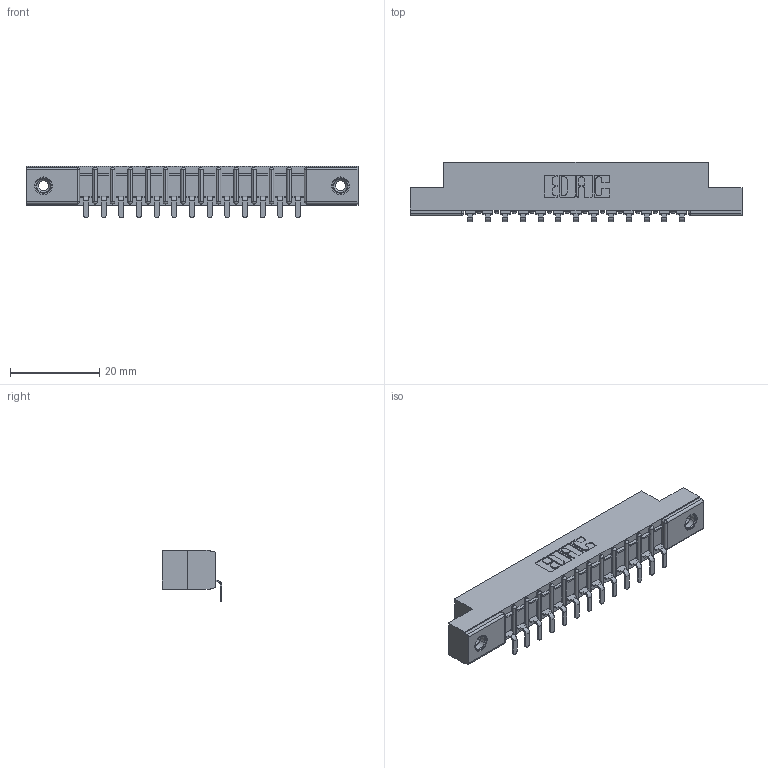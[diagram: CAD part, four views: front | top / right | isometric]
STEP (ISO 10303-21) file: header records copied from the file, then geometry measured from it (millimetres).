
FILE_DESCRIPTION (( 'STEP AP203' ), '1' );
FILE_NAME ('307-013-453-108.STEP', '2020-09-25T14:06:21', ( '' ), ( '' ), 'SwSTEP 2.0', 'SolidWorks 2020', '' );
FILE_SCHEMA (( 'CONFIG_CONTROL_DESIGN' ));
Length unit declared in the file: inch
Products named in the file (4): 345-250-001_345-250-003-102; 307-290-002_553; 307-013-453-108; 307 Part_.156 Dia Mounting Holes
Assembly tree (16 placements, depth 2):
  307-013-453-108
    307 Part_.156 Dia Mounting Holes
    307-290-002_553  x13
    345-250-001_345-250-003-102  x2
Bounding box: 74.52 x 13.32 x 11.51 mm (x, y, z)
Volume: 4908.6 mm3; surface area: 8450.2 mm2
Topology: 16 solids, 16 shells, 1206 faces, 3631 edges, 2374 vertices
Faces by surface type: plane 713, cylinder 449, sphere 28, cone 12, torus 4
Entity records: 16759 total; most frequent: CARTESIAN_POINT 2803, ORIENTED_EDGE 2786, DIRECTION 2747, EDGE_CURVE 1393, VECTOR 1051, LINE 1051, VERTEX_POINT 904, AXIS2_PLACEMENT_3D 848
